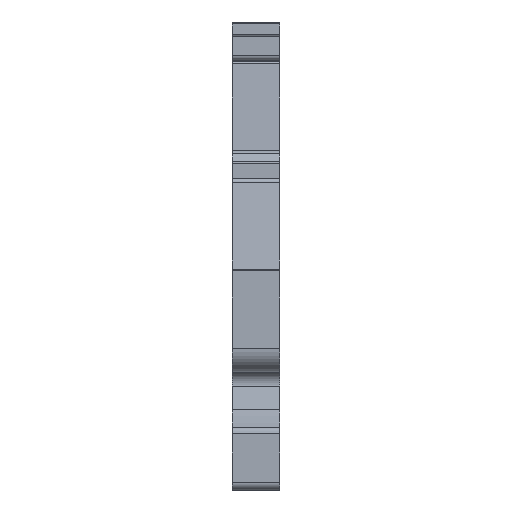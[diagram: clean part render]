
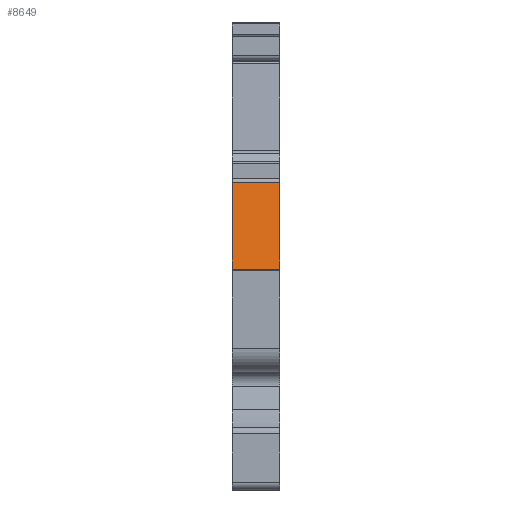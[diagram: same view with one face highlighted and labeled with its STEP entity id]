
A CAD part, front view. The second image highlights one B-rep face of the part: STEP entity #8649.
In plain terms, the highlighted planar face has unit normal (0, -0.985, 0.174).
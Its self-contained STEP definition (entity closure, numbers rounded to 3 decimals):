
#522 = FACE_OUTER_BOUND ( 'NONE', #11231, .T. ) ;
#975 = ORIENTED_EDGE ( 'NONE', *, *, #11206, .T. ) ;
#1018 = CARTESIAN_POINT ( 'NONE',  ( 5., -70.411, 15.62 ) ) ;
#1197 = VECTOR ( 'NONE', #11482, 1000. ) ;
#1381 = DIRECTION ( 'NONE',  ( -1., 0., 0. ) ) ;
#1998 = ORIENTED_EDGE ( 'NONE', *, *, #11401, .T. ) ;
#2224 = ORIENTED_EDGE ( 'NONE', *, *, #2421, .F. ) ;
#2421 = EDGE_CURVE ( 'NONE', #3633, #10670, #13102, .T. ) ;
#2516 = VECTOR ( 'NONE', #4850, 1000. ) ;
#3179 = CARTESIAN_POINT ( 'NONE',  ( 5., -68.143, 28.482 ) ) ;
#3344 = VECTOR ( 'NONE', #7824, 1000. ) ;
#3633 = VERTEX_POINT ( 'NONE', #9437 ) ;
#3662 = VERTEX_POINT ( 'NONE', #6446 ) ;
#3691 = LINE ( 'NONE', #10479, #6709 ) ;
#4850 = DIRECTION ( 'NONE',  ( -1., 0., 0. ) ) ;
#5772 = LINE ( 'NONE', #8822, #3344 ) ;
#6446 = CARTESIAN_POINT ( 'NONE',  ( 5., -68.804, 24.73 ) ) ;
#6572 = CARTESIAN_POINT ( 'NONE',  ( 5., -68.143, 28.482 ) ) ;
#6657 = EDGE_CURVE ( 'NONE', #10670, #10210, #5772, .T. ) ;
#6709 = VECTOR ( 'NONE', #1381, 1000. ) ;
#7753 = DIRECTION ( 'NONE',  ( -1., 0., 0. ) ) ;
#7824 = DIRECTION ( 'NONE',  ( 0., 0.174, 0.985 ) ) ;
#8166 = AXIS2_PLACEMENT_3D ( 'NONE', #6572, #12616, #7753 ) ;
#8372 = ORIENTED_EDGE ( 'NONE', *, *, #6657, .F. ) ;
#8560 = PLANE ( 'NONE',  #8166 ) ;
#8649 = ADVANCED_FACE ( 'NONE', ( #522 ), #8560, .T. ) ;
#8822 = CARTESIAN_POINT ( 'NONE',  ( 0., -68.143, 28.482 ) ) ;
#9437 = CARTESIAN_POINT ( 'NONE',  ( 5., -70.411, 15.62 ) ) ;
#9727 = CARTESIAN_POINT ( 'NONE',  ( 0., -68.804, 24.73 ) ) ;
#10210 = VERTEX_POINT ( 'NONE', #9727 ) ;
#10479 = CARTESIAN_POINT ( 'NONE',  ( 5., -68.804, 24.73 ) ) ;
#10670 = VERTEX_POINT ( 'NONE', #11158 ) ;
#11158 = CARTESIAN_POINT ( 'NONE',  ( 0., -70.411, 15.62 ) ) ;
#11206 = EDGE_CURVE ( 'NONE', #3633, #3662, #12213, .T. ) ;
#11231 = EDGE_LOOP ( 'NONE', ( #8372, #2224, #975, #1998 ) ) ;
#11401 = EDGE_CURVE ( 'NONE', #3662, #10210, #3691, .T. ) ;
#11482 = DIRECTION ( 'NONE',  ( 0., 0.174, 0.985 ) ) ;
#12213 = LINE ( 'NONE', #3179, #1197 ) ;
#12616 = DIRECTION ( 'NONE',  ( 0., -0.985, 0.174 ) ) ;
#13102 = LINE ( 'NONE', #1018, #2516 ) ;
